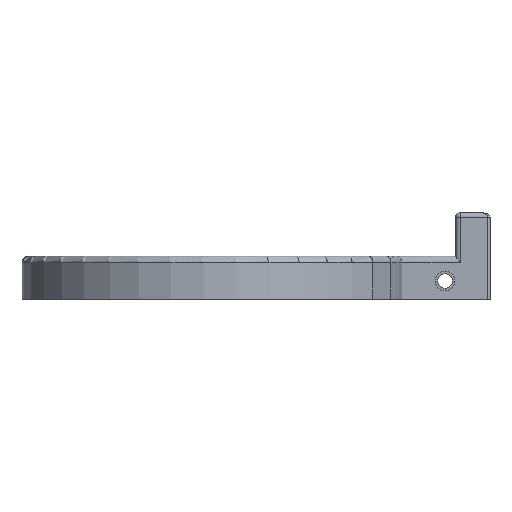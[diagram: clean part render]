
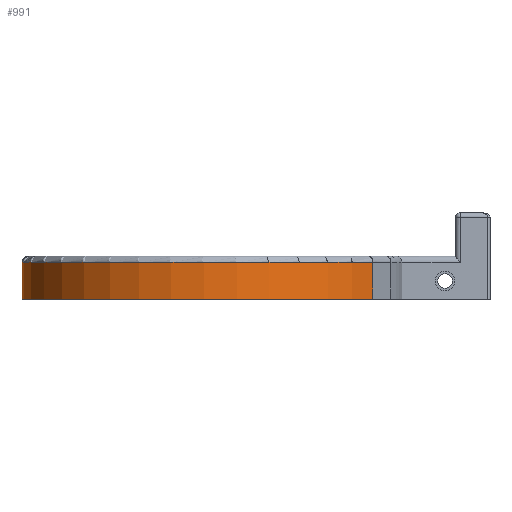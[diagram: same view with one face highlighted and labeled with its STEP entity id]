
A CAD part, left-side view. The second image highlights one B-rep face of the part: STEP entity #991.
In plain terms, the highlighted cylindrical face has radius 44.3 mm (diameter 88.6 mm), a partial arc.
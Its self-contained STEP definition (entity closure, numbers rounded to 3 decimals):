
#107=FACE_OUTER_BOUND('',#169,.T.);
#169=EDGE_LOOP('',(#863,#864,#865,#866));
#214=LINE('',#1916,#280);
#220=LINE('',#1970,#286);
#280=VECTOR('',#1322,10.);
#286=VECTOR('',#1346,10.);
#314=CIRCLE('',#1023,44.3);
#370=CIRCLE('',#1125,44.3);
#385=VERTEX_POINT('',#1475);
#386=VERTEX_POINT('',#1477);
#440=VERTEX_POINT('',#1897);
#447=VERTEX_POINT('',#1969);
#480=EDGE_CURVE('',#385,#386,#314,.F.);
#561=EDGE_CURVE('',#440,#386,#214,.F.);
#572=EDGE_CURVE('',#385,#447,#220,.F.);
#608=EDGE_CURVE('',#440,#447,#370,.T.);
#863=ORIENTED_EDGE('',*,*,#608,.F.);
#864=ORIENTED_EDGE('',*,*,#561,.T.);
#865=ORIENTED_EDGE('',*,*,#480,.F.);
#866=ORIENTED_EDGE('',*,*,#572,.T.);
#936=CYLINDRICAL_SURFACE('',#1124,44.3);
#991=ADVANCED_FACE('',(#107),#936,.T.);
#1023=AXIS2_PLACEMENT_3D('',#1478,#1167,#1168);
#1124=AXIS2_PLACEMENT_3D('',#2093,#1429,#1430);
#1125=AXIS2_PLACEMENT_3D('',#2094,#1431,#1432);
#1167=DIRECTION('center_axis',(0.,0.,1.));
#1168=DIRECTION('ref_axis',(0.,-1.,0.));
#1322=DIRECTION('',(0.,0.,1.));
#1346=DIRECTION('',(0.,0.,-1.));
#1429=DIRECTION('center_axis',(0.,0.,1.));
#1430=DIRECTION('ref_axis',(0.206,0.979,0.));
#1431=DIRECTION('center_axis',(0.,0.,1.));
#1432=DIRECTION('ref_axis',(0.222,0.975,0.));
#1475=CARTESIAN_POINT('',(-24.446,-36.944,-3.));
#1477=CARTESIAN_POINT('',(7.5,-43.661,-3.));
#1478=CARTESIAN_POINT('Origin',(0.,0.,-3.));
#1897=CARTESIAN_POINT('',(7.5,-43.661,5.5));
#1916=CARTESIAN_POINT('',(7.5,-43.661,0.));
#1969=CARTESIAN_POINT('',(-24.446,-36.944,5.5));
#1970=CARTESIAN_POINT('',(-24.446,-36.944,0.));
#2093=CARTESIAN_POINT('Origin',(0.,0.,0.));
#2094=CARTESIAN_POINT('Origin',(0.,0.,5.5));
